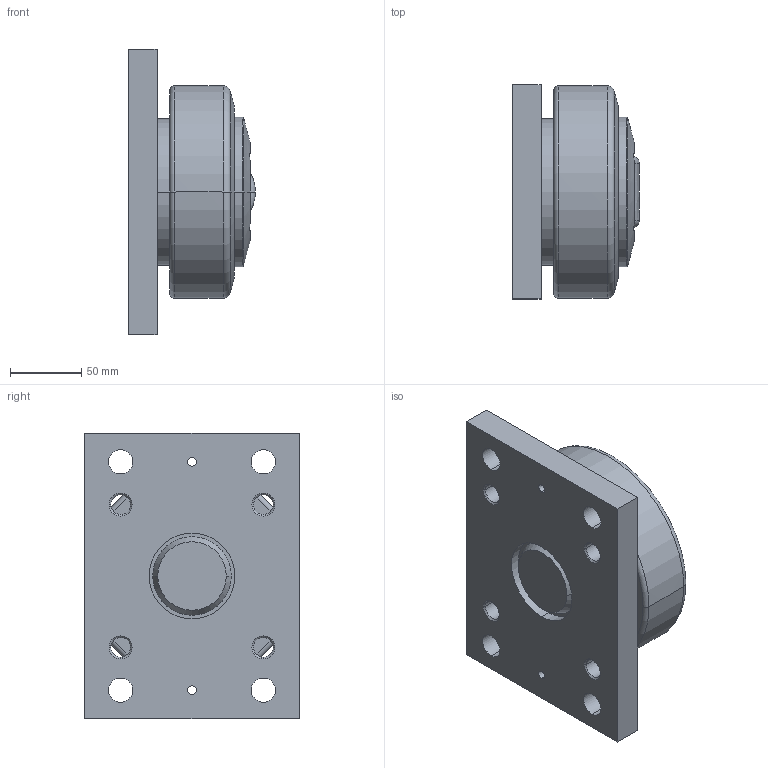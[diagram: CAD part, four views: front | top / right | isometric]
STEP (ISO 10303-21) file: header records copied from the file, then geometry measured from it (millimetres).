
FILE_DESCRIPTION(('STEP AP203'),'1');
FILE_NAME('4_080_ap6.stp','2025-10-13T13:17:17',('TraceParts'),('TraceParts S.A.S.'),'Spatial InterOp 3D',' ',' ');
FILE_SCHEMA(('CONFIG_CONTROL_DESIGN'));
Length unit declared in the file: millimetre
Products named in the file (1): 1
Bounding box: 89 x 150 x 200 mm (x, y, z)
Volume: 1485098.9 mm3; surface area: 127269.1 mm2
Topology: 1 solids, 1 shells, 98 faces, 237 edges, 149 vertices
Faces by surface type: cylinder 34, plane 23, cone 22, torus 16, bspline 3
Entity records: 3157 total; most frequent: CARTESIAN_POINT 728, DIRECTION 532, ORIENTED_EDGE 474, EDGE_CURVE 237, AXIS2_PLACEMENT_3D 225, VERTEX_POINT 149, CIRCLE 129, EDGE_LOOP 126
